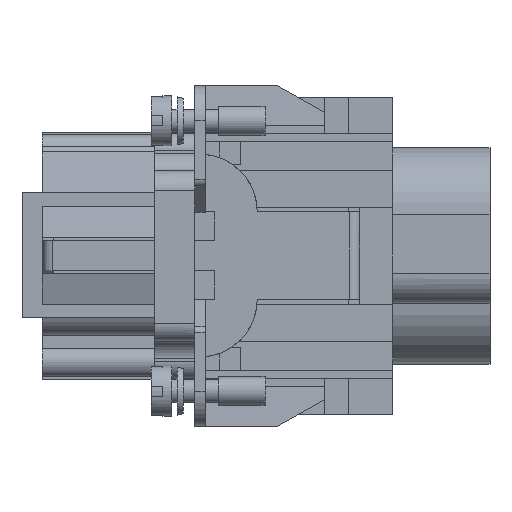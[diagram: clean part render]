
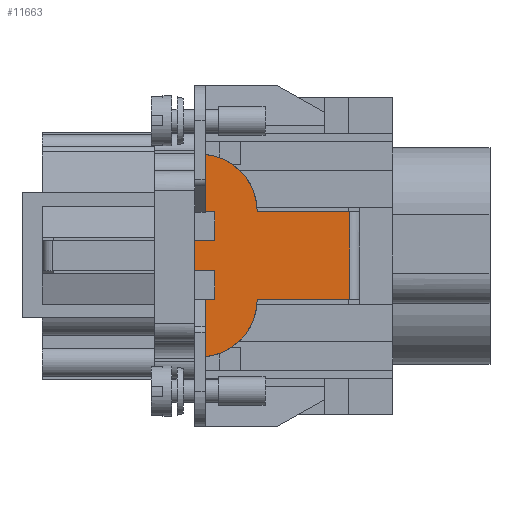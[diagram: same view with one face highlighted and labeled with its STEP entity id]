
A CAD part, left-side view. The second image highlights one B-rep face of the part: STEP entity #11663.
In plain terms, the highlighted planar face has unit normal (-1, 0, 0).
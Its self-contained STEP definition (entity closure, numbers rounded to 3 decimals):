
#1399 = AXIS2_PLACEMENT_3D ( 'NONE', #19782, #19781, #19778 ) ;
#3463 = DIRECTION ( 'NONE',  ( 0., 0., -1. ) ) ;
#3464 = DIRECTION ( 'NONE',  ( 1., 0., 0. ) ) ;
#3465 = CARTESIAN_POINT ( 'NONE',  ( -46.065, -0.5, -4.33 ) ) ;
#3466 = DIRECTION ( 'NONE',  ( 0., 0., -1. ) ) ;
#3467 = CARTESIAN_POINT ( 'NONE',  ( -46.065, -1.05, -4.33 ) ) ;
#3468 = DIRECTION ( 'NONE',  ( 0., -1., 0. ) ) ;
#3469 = CARTESIAN_POINT ( 'NONE',  ( -46.065, -0.5, -4.375 ) ) ;
#3470 = DIRECTION ( 'NONE',  ( 0., -1., 0. ) ) ;
#3471 = CARTESIAN_POINT ( 'NONE',  ( -46.065, -2., -4.33 ) ) ;
#3472 = DIRECTION ( 'NONE',  ( 0., 0., 1. ) ) ;
#3473 = CARTESIAN_POINT ( 'NONE',  ( -46.065, -2., -1.455 ) ) ;
#3474 = DIRECTION ( 'NONE',  ( 0., 0., 1. ) ) ;
#3475 = CARTESIAN_POINT ( 'NONE',  ( -46.065, -2., 4.42 ) ) ;
#3476 = DIRECTION ( 'NONE',  ( 0., 1., 0. ) ) ;
#3477 = CARTESIAN_POINT ( 'NONE',  ( -46.065, 0., 4.42 ) ) ;
#3478 = DIRECTION ( 'NONE',  ( 0., 0., 1. ) ) ;
#3479 = DIRECTION ( 'NONE',  ( 1., 0., 0. ) ) ;
#3480 = CARTESIAN_POINT ( 'NONE',  ( -46.065, -0.5, 4.42 ) ) ;
#3481 = DIRECTION ( 'NONE',  ( 0., -1., 0. ) ) ;
#3482 = CARTESIAN_POINT ( 'NONE',  ( -46.065, -6.25, 4.42 ) ) ;
#3483 = DIRECTION ( 'NONE',  ( 0., 1., 0. ) ) ;
#3484 = CARTESIAN_POINT ( 'NONE',  ( -46.065, -16.5, -4.33 ) ) ;
#3485 = DIRECTION ( 'NONE',  ( 0., 0., 1. ) ) ;
#3486 = CARTESIAN_POINT ( 'NONE',  ( -46.065, -15.5, -4.33 ) ) ;
#3560 = DIRECTION ( 'NONE',  ( 0., -1., 0. ) ) ;
#3564 = CARTESIAN_POINT ( 'NONE',  ( -46.065, 15.229, 1.545 ) ) ;
#3612 = DIRECTION ( 'NONE',  ( 0., 1., 0. ) ) ;
#3616 = CARTESIAN_POINT ( 'NONE',  ( -46.065, 15.229, -1.455 ) ) ;
#8319 = ORIENTED_EDGE ( 'NONE', *, *, #26659, .F. ) ;
#8320 = ORIENTED_EDGE ( 'NONE', *, *, #26660, .F. ) ;
#8321 = ORIENTED_EDGE ( 'NONE', *, *, #26658, .T. ) ;
#8322 = ORIENTED_EDGE ( 'NONE', *, *, #26661, .F. ) ;
#8323 = ORIENTED_EDGE ( 'NONE', *, *, #25374, .T. ) ;
#8324 = ORIENTED_EDGE ( 'NONE', *, *, #26662, .F. ) ;
#8325 = ORIENTED_EDGE ( 'NONE', *, *, #26643, .F. ) ;
#8326 = ORIENTED_EDGE ( 'NONE', *, *, #26663, .F. ) ;
#8327 = ORIENTED_EDGE ( 'NONE', *, *, #26639, .F. ) ;
#8328 = ORIENTED_EDGE ( 'NONE', *, *, #25613, .T. ) ;
#8329 = ORIENTED_EDGE ( 'NONE', *, *, #26664, .F. ) ;
#8330 = ORIENTED_EDGE ( 'NONE', *, *, #25650, .F. ) ;
#8331 = ORIENTED_EDGE ( 'NONE', *, *, #26665, .F. ) ;
#8332 = ORIENTED_EDGE ( 'NONE', *, *, #26666, .T. ) ;
#8333 = ORIENTED_EDGE ( 'NONE', *, *, #26668, .F. ) ;
#8334 = ORIENTED_EDGE ( 'NONE', *, *, #26667, .T. ) ;
#9096 = EDGE_LOOP ( 'NONE', ( #8319, #8321, #8320, #8322, #8323, #8324, #8326, #8325, #8328, #8327, #8329, #8331, #8330, #8332, #8334, #8333 ) ) ;
#9241 = VERTEX_POINT ( 'NONE', #20498 ) ;
#9242 = VERTEX_POINT ( 'NONE', #20490 ) ;
#11663 = ADVANCED_FACE ( 'NONE', ( #13049 ), #19783, .F. ) ;
#13049 = FACE_OUTER_BOUND ( 'NONE', #9096, .T. ) ;
#13416 = LINE ( 'NONE', #14730, #26987 ) ;
#13523 = LINE ( 'NONE', #14141, #24211 ) ;
#13632 = LINE ( 'NONE', #14032, #23894 ) ;
#14031 = DIRECTION ( 'NONE',  ( 0., 0., 1. ) ) ;
#14032 = CARTESIAN_POINT ( 'NONE',  ( -46.065, 0., -4.33 ) ) ;
#14140 = DIRECTION ( 'NONE',  ( 0., 0., -1. ) ) ;
#14141 = CARTESIAN_POINT ( 'NONE',  ( -46.065, 0., -4.992 ) ) ;
#14729 = DIRECTION ( 'NONE',  ( 0., 0., -1. ) ) ;
#14730 = CARTESIAN_POINT ( 'NONE',  ( -46.065, -1.05, -4.33 ) ) ;
#15408 = VERTEX_POINT ( 'NONE', #19352 ) ;
#15457 = VERTEX_POINT ( 'NONE', #19297 ) ;
#15458 = VERTEX_POINT ( 'NONE', #19296 ) ;
#15468 = VERTEX_POINT ( 'NONE', #19284 ) ;
#15913 = VERTEX_POINT ( 'NONE', #18811 ) ;
#15914 = VERTEX_POINT ( 'NONE', #18810 ) ;
#15915 = VERTEX_POINT ( 'NONE', #17562 ) ;
#15916 = VERTEX_POINT ( 'NONE', #17201 ) ;
#15917 = VERTEX_POINT ( 'NONE', #17200 ) ;
#15918 = VERTEX_POINT ( 'NONE', #17199 ) ;
#15919 = VERTEX_POINT ( 'NONE', #17198 ) ;
#15920 = VERTEX_POINT ( 'NONE', #17197 ) ;
#15931 = VERTEX_POINT ( 'NONE', #17186 ) ;
#15934 = VERTEX_POINT ( 'NONE', #17183 ) ;
#17183 = CARTESIAN_POINT ( 'NONE',  ( -46.065, -2., -1.455 ) ) ;
#17186 = CARTESIAN_POINT ( 'NONE',  ( -46.065, -2., 1.545 ) ) ;
#17197 = CARTESIAN_POINT ( 'NONE',  ( -46.065, -15.5, -4.33 ) ) ;
#17198 = CARTESIAN_POINT ( 'NONE',  ( -46.065, -6.25, -4.33 ) ) ;
#17199 = CARTESIAN_POINT ( 'NONE',  ( -46.065, -15.5, 4.42 ) ) ;
#17200 = CARTESIAN_POINT ( 'NONE',  ( -46.065, -6.25, 4.42 ) ) ;
#17201 = CARTESIAN_POINT ( 'NONE',  ( -46.065, -2., 4.42 ) ) ;
#17562 = CARTESIAN_POINT ( 'NONE',  ( -46.065, -2., -4.33 ) ) ;
#18810 = CARTESIAN_POINT ( 'NONE',  ( -46.065, -1.05, -4.375 ) ) ;
#18811 = CARTESIAN_POINT ( 'NONE',  ( -46.065, -1.05, -10.054 ) ) ;
#19284 = CARTESIAN_POINT ( 'NONE',  ( -46.065, 0., -1.455 ) ) ;
#19296 = CARTESIAN_POINT ( 'NONE',  ( -46.065, 0., -4.375 ) ) ;
#19297 = CARTESIAN_POINT ( 'NONE',  ( -46.065, 0., -4.33 ) ) ;
#19352 = CARTESIAN_POINT ( 'NONE',  ( -46.065, 0., 1.545 ) ) ;
#19778 = DIRECTION ( 'NONE',  ( 0., 0., -1. ) ) ;
#19781 = DIRECTION ( 'NONE',  ( 1., 0., 0. ) ) ;
#19782 = CARTESIAN_POINT ( 'NONE',  ( -46.065, -0.5, -4.33 ) ) ;
#19783 = PLANE ( 'NONE',  #1399 ) ;
#20490 = CARTESIAN_POINT ( 'NONE',  ( -46.065, -1.05, 4.42 ) ) ;
#20498 = CARTESIAN_POINT ( 'NONE',  ( -46.065, -1.05, 10.144 ) ) ;
#21447 = VECTOR ( 'NONE', #3560, 1000. ) ;
#21763 = AXIS2_PLACEMENT_3D ( 'NONE', #3465, #3464, #3463 ) ;
#21765 = VECTOR ( 'NONE', #3466, 1000. ) ;
#21768 = VECTOR ( 'NONE', #3468, 1000. ) ;
#21769 = VECTOR ( 'NONE', #3470, 1000. ) ;
#21771 = VECTOR ( 'NONE', #3472, 1000. ) ;
#21772 = CIRCLE ( 'NONE', #21763, 5.75 ) ;
#21773 = VECTOR ( 'NONE', #3474, 1000. ) ;
#21774 = VECTOR ( 'NONE', #3476, 1000. ) ;
#21775 = VECTOR ( 'NONE', #3612, 1000. ) ;
#21776 = AXIS2_PLACEMENT_3D ( 'NONE', #3480, #3479, #3478 ) ;
#21777 = VECTOR ( 'NONE', #3481, 1000. ) ;
#21778 = CIRCLE ( 'NONE', #21776, 5.75 ) ;
#21779 = VECTOR ( 'NONE', #3483, 1000. ) ;
#21780 = VECTOR ( 'NONE', #3485, 1000. ) ;
#22434 = LINE ( 'NONE', #3616, #21775 ) ;
#22438 = LINE ( 'NONE', #3564, #21447 ) ;
#22451 = LINE ( 'NONE', #3486, #21780 ) ;
#22452 = LINE ( 'NONE', #3484, #21779 ) ;
#22453 = LINE ( 'NONE', #3482, #21777 ) ;
#22454 = LINE ( 'NONE', #3477, #21774 ) ;
#22455 = LINE ( 'NONE', #3475, #21773 ) ;
#22456 = LINE ( 'NONE', #3473, #21771 ) ;
#22457 = LINE ( 'NONE', #3471, #21769 ) ;
#22458 = LINE ( 'NONE', #3469, #21768 ) ;
#22459 = LINE ( 'NONE', #3467, #21765 ) ;
#23894 = VECTOR ( 'NONE', #14031, 1000. ) ;
#24211 = VECTOR ( 'NONE', #14140, 1000. ) ;
#25374 = EDGE_CURVE ( 'NONE', #9241, #9242, #13416, .T. ) ;
#25613 = EDGE_CURVE ( 'NONE', #15408, #15468, #13523, .T. ) ;
#25650 = EDGE_CURVE ( 'NONE', #15458, #15457, #13632, .T. ) ;
#26639 = EDGE_CURVE ( 'NONE', #15934, #15468, #22434, .T. ) ;
#26643 = EDGE_CURVE ( 'NONE', #15408, #15931, #22438, .T. ) ;
#26658 = EDGE_CURVE ( 'NONE', #15920, #15918, #22451, .T. ) ;
#26659 = EDGE_CURVE ( 'NONE', #15920, #15919, #22452, .T. ) ;
#26660 = EDGE_CURVE ( 'NONE', #15917, #15918, #22453, .T. ) ;
#26661 = EDGE_CURVE ( 'NONE', #9241, #15917, #21778, .T. ) ;
#26662 = EDGE_CURVE ( 'NONE', #15916, #9242, #22454, .T. ) ;
#26663 = EDGE_CURVE ( 'NONE', #15931, #15916, #22455, .T. ) ;
#26664 = EDGE_CURVE ( 'NONE', #15915, #15934, #22456, .T. ) ;
#26665 = EDGE_CURVE ( 'NONE', #15457, #15915, #22457, .T. ) ;
#26666 = EDGE_CURVE ( 'NONE', #15458, #15914, #22458, .T. ) ;
#26667 = EDGE_CURVE ( 'NONE', #15914, #15913, #22459, .T. ) ;
#26668 = EDGE_CURVE ( 'NONE', #15919, #15913, #21772, .T. ) ;
#26987 = VECTOR ( 'NONE', #14729, 1000. ) ;
